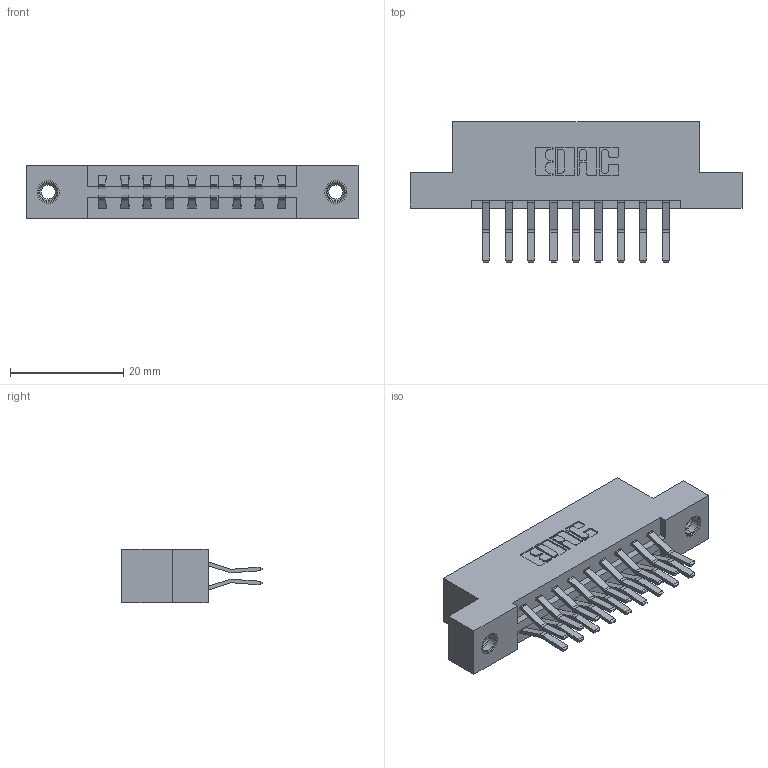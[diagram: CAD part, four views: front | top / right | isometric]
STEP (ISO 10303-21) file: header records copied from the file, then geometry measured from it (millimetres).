
FILE_DESCRIPTION (( 'STEP AP203' ), '1' );
FILE_NAME ('387-018-560-207.STEP', '2018-09-13T02:48:48', ( '' ), ( '' ), 'SwSTEP 2.0', 'SolidWorks 2016', '' );
FILE_SCHEMA (( 'CONFIG_CONTROL_DESIGN' ));
Length unit declared in the file: inch
Products named in the file (4): 337 Part_Flush Mounting Lugs - 0.156 Dia-TI; 345-292-001_560 Tail; 345-250-001_345-250-005-103; 387-018-560-207
Assembly tree (21 placements, depth 2):
  387-018-560-207
    337 Part_Flush Mounting Lugs - 0.156 Dia-TI
    345-292-001_560 Tail  x18
    345-250-001_345-250-005-103  x2
Bounding box: 58.67 x 24.78 x 9.4 mm (x, y, z)
Volume: 5848.7 mm3; surface area: 6668.9 mm2
Topology: 21 solids, 21 shells, 1182 faces, 3453 edges, 2270 vertices
Faces by surface type: plane 786, cylinder 380, cone 12, torus 4
Entity records: 12520 total; most frequent: CARTESIAN_POINT 2117, ORIENTED_EDGE 2046, DIRECTION 1897, EDGE_CURVE 1023, LINE 871, VECTOR 871, VERTEX_POINT 676, AXIS2_PLACEMENT_3D 513
